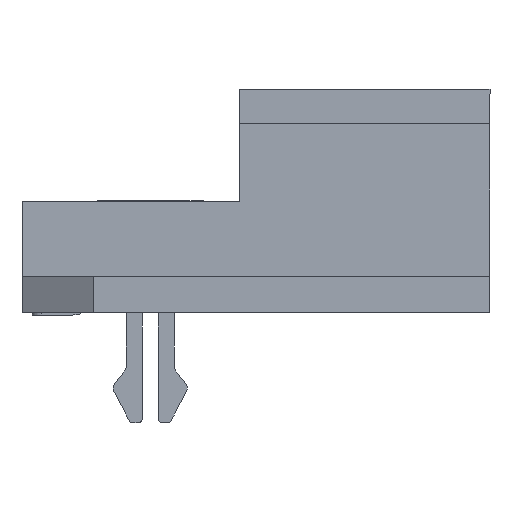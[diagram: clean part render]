
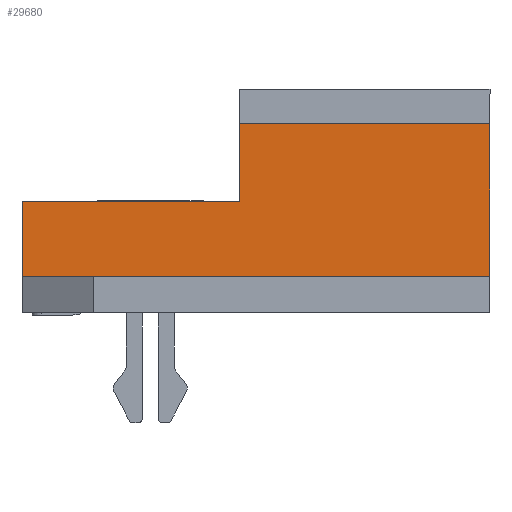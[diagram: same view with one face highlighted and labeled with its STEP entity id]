
A CAD part, left-side view. The second image highlights one B-rep face of the part: STEP entity #29680.
In plain terms, the highlighted planar face has unit normal (-1, 0, 0).
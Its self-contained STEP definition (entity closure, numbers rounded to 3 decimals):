
#1319 = CARTESIAN_POINT ( 'NONE',  ( 1.15, 6.15, 1.85 ) ) ;
#2638 = VECTOR ( 'NONE', #29738, 1000. ) ;
#2852 = VECTOR ( 'NONE', #25423, 1000. ) ;
#3283 = CARTESIAN_POINT ( 'NONE',  ( 1.15, 11.5, -1.9 ) ) ;
#4381 = ORIENTED_EDGE ( 'NONE', *, *, #14056, .T. ) ;
#6079 = LINE ( 'NONE', #10976, #28062 ) ;
#6163 = DIRECTION ( 'NONE',  ( 0., 0., 1. ) ) ;
#6223 = DIRECTION ( 'NONE',  ( 0., 0., -1. ) ) ;
#6793 = CARTESIAN_POINT ( 'NONE',  ( 1.15, 11.5, -2.8 ) ) ;
#7248 = VECTOR ( 'NONE', #25138, 1000. ) ;
#8464 = CARTESIAN_POINT ( 'NONE',  ( 1.15, 11.5, -0.05 ) ) ;
#10842 = LINE ( 'NONE', #8464, #2852 ) ;
#10976 = CARTESIAN_POINT ( 'NONE',  ( 1.15, 6.15, -1.9 ) ) ;
#12000 = VERTEX_POINT ( 'NONE', #31005 ) ;
#12367 = VERTEX_POINT ( 'NONE', #28846 ) ;
#13699 = DIRECTION ( 'NONE',  ( 0., 0., -1. ) ) ;
#14056 = EDGE_CURVE ( 'NONE', #14327, #28705, #6079, .T. ) ;
#14327 = VERTEX_POINT ( 'NONE', #1319 ) ;
#14417 = EDGE_CURVE ( 'NONE', #30608, #14327, #16834, .T. ) ;
#15508 = CARTESIAN_POINT ( 'NONE',  ( 1.15, 0., 2.7 ) ) ;
#16383 = ORIENTED_EDGE ( 'NONE', *, *, #14417, .T. ) ;
#16834 = LINE ( 'NONE', #26453, #27069 ) ;
#17321 = CARTESIAN_POINT ( 'NONE',  ( 1.15, 6.15, -0.05 ) ) ;
#17717 = VECTOR ( 'NONE', #6163, 1000. ) ;
#17882 = ORIENTED_EDGE ( 'NONE', *, *, #26004, .F. ) ;
#20485 = CARTESIAN_POINT ( 'NONE',  ( 1.15, 11.5, -1.9 ) ) ;
#20920 = ORIENTED_EDGE ( 'NONE', *, *, #20973, .F. ) ;
#20973 = EDGE_CURVE ( 'NONE', #12367, #28705, #10842, .T. ) ;
#22534 = VERTEX_POINT ( 'NONE', #25965 ) ;
#22841 = PLANE ( 'NONE',  #27898 ) ;
#23623 = EDGE_CURVE ( 'NONE', #12000, #22534, #27177, .T. ) ;
#25138 = DIRECTION ( 'NONE',  ( 0., 0., -1. ) ) ;
#25423 = DIRECTION ( 'NONE',  ( 0., -1., 0. ) ) ;
#25965 = CARTESIAN_POINT ( 'NONE',  ( 1.15, 11.5, -1.9 ) ) ;
#26004 = EDGE_CURVE ( 'NONE', #30608, #12000, #28280, .T. ) ;
#26453 = CARTESIAN_POINT ( 'NONE',  ( 1.15, 11.5, 1.85 ) ) ;
#27051 = CARTESIAN_POINT ( 'NONE',  ( 1.15, 0., 1.85 ) ) ;
#27069 = VECTOR ( 'NONE', #28848, 1000. ) ;
#27177 = LINE ( 'NONE', #3283, #2638 ) ;
#27597 = ORIENTED_EDGE ( 'NONE', *, *, #28087, .F. ) ;
#27898 = AXIS2_PLACEMENT_3D ( 'NONE', #20485, #30164, #6223 ) ;
#28062 = VECTOR ( 'NONE', #13699, 1000. ) ;
#28087 = EDGE_CURVE ( 'NONE', #22534, #12367, #30427, .T. ) ;
#28280 = LINE ( 'NONE', #15508, #7248 ) ;
#28705 = VERTEX_POINT ( 'NONE', #17321 ) ;
#28846 = CARTESIAN_POINT ( 'NONE',  ( 1.15, 11.5, -0.05 ) ) ;
#28848 = DIRECTION ( 'NONE',  ( 0., 1., 0. ) ) ;
#28860 = ORIENTED_EDGE ( 'NONE', *, *, #23623, .F. ) ;
#29680 = ADVANCED_FACE ( 'NONE', ( #30001 ), #22841, .T. ) ;
#29738 = DIRECTION ( 'NONE',  ( 0., 1., 0. ) ) ;
#30001 = FACE_OUTER_BOUND ( 'NONE', #30726, .T. ) ;
#30164 = DIRECTION ( 'NONE',  ( -1., 0., 0. ) ) ;
#30427 = LINE ( 'NONE', #6793, #17717 ) ;
#30608 = VERTEX_POINT ( 'NONE', #27051 ) ;
#30726 = EDGE_LOOP ( 'NONE', ( #17882, #16383, #4381, #20920, #27597, #28860 ) ) ;
#31005 = CARTESIAN_POINT ( 'NONE',  ( 1.15, 0., -1.9 ) ) ;
